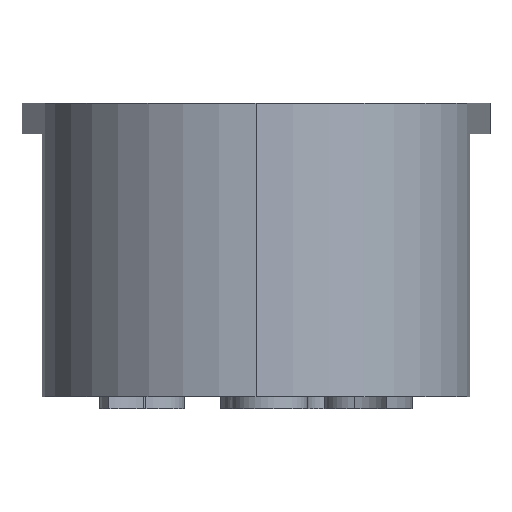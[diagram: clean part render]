
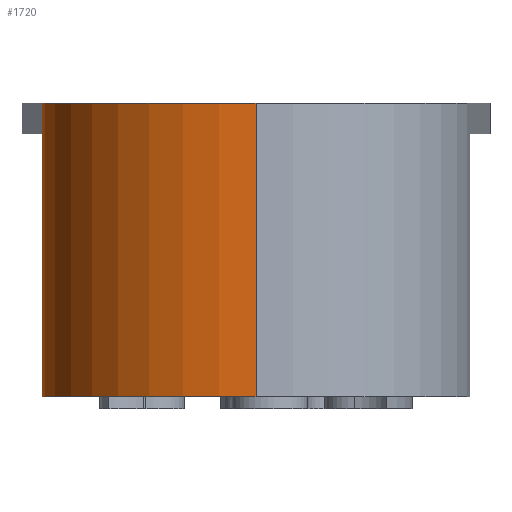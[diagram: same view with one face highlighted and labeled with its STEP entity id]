
A CAD part, left-side view. The second image highlights one B-rep face of the part: STEP entity #1720.
In plain terms, the highlighted cylindrical face has radius 44.45 mm (diameter 88.9 mm), a partial arc.
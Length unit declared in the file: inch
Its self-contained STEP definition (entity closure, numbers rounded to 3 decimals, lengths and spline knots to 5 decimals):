
#28 = CARTESIAN_POINT ( 'NONE',  ( 0., 0., 2.5 ) ) ;
#151 = CARTESIAN_POINT ( 'NONE',  ( 1.75, 0., 0.1 ) ) ;
#170 = DIRECTION ( 'NONE',  ( -1., 0., 0. ) ) ;
#278 = VERTEX_POINT ( 'NONE', #530 ) ;
#350 = CARTESIAN_POINT ( 'NONE',  ( 1.75, 0., 2.5 ) ) ;
#357 = VECTOR ( 'NONE', #3028, 39.37008 ) ;
#369 = DIRECTION ( 'NONE',  ( -1., 0., 0. ) ) ;
#390 = EDGE_CURVE ( 'NONE', #1451, #2676, #3071, .T. ) ;
#402 = DIRECTION ( 'NONE',  ( 0., 0., -1. ) ) ;
#435 = DIRECTION ( 'NONE',  ( 1., 0., 0. ) ) ;
#508 = VERTEX_POINT ( 'NONE', #2687 ) ;
#512 = ORIENTED_EDGE ( 'NONE', *, *, #390, .F. ) ;
#530 = CARTESIAN_POINT ( 'NONE',  ( 0., 1.75, 2.25 ) ) ;
#564 = VERTEX_POINT ( 'NONE', #3171 ) ;
#596 = EDGE_LOOP ( 'NONE', ( #867, #2159, #512, #2224, #1223, #811, #3174, #2868 ) ) ;
#630 = CIRCLE ( 'NONE', #1805, 1.75 ) ;
#679 = CARTESIAN_POINT ( 'NONE',  ( 1.68699, 0.46537, 2.5 ) ) ;
#718 = VECTOR ( 'NONE', #1208, 39.37008 ) ;
#797 = CARTESIAN_POINT ( 'NONE',  ( 0., 0., 2.5 ) ) ;
#811 = ORIENTED_EDGE ( 'NONE', *, *, #2971, .F. ) ;
#817 = EDGE_CURVE ( 'NONE', #564, #278, #1481, .T. ) ;
#844 = LINE ( 'NONE', #2836, #2673 ) ;
#867 = ORIENTED_EDGE ( 'NONE', *, *, #1605, .F. ) ;
#910 = CARTESIAN_POINT ( 'NONE',  ( 0., 0., 2.5 ) ) ;
#923 = CARTESIAN_POINT ( 'NONE',  ( 0., 0., 0.1 ) ) ;
#981 = CARTESIAN_POINT ( 'NONE',  ( -1.75, 0., 2.5 ) ) ;
#988 = AXIS2_PLACEMENT_3D ( 'NONE', #2732, #2202, #435 ) ;
#1060 = DIRECTION ( 'NONE',  ( 1., 0., 0. ) ) ;
#1065 = CARTESIAN_POINT ( 'NONE',  ( -1.75, 0., 2.5 ) ) ;
#1198 = EDGE_CURVE ( 'NONE', #564, #1280, #2594, .T. ) ;
#1208 = DIRECTION ( 'NONE',  ( 0., 0., -1. ) ) ;
#1223 = ORIENTED_EDGE ( 'NONE', *, *, #2512, .F. ) ;
#1280 = VERTEX_POINT ( 'NONE', #679 ) ;
#1384 = CIRCLE ( 'NONE', #3193, 1.75 ) ;
#1451 = VERTEX_POINT ( 'NONE', #2088 ) ;
#1481 = CIRCLE ( 'NONE', #988, 1.75 ) ;
#1542 = DIRECTION ( 'NONE',  ( 0., 0., 1. ) ) ;
#1605 = EDGE_CURVE ( 'NONE', #508, #1280, #1384, .T. ) ;
#1670 = EDGE_CURVE ( 'NONE', #508, #2676, #3201, .T. ) ;
#1687 = DIRECTION ( 'NONE',  ( 0., 0., -1. ) ) ;
#1720 = ADVANCED_FACE ( 'NONE', ( #2147 ), #2668, .T. ) ;
#1805 = AXIS2_PLACEMENT_3D ( 'NONE', #28, #2605, #1060 ) ;
#1939 = EDGE_CURVE ( 'NONE', #2957, #1451, #3277, .T. ) ;
#1966 = AXIS2_PLACEMENT_3D ( 'NONE', #910, #1687, #369 ) ;
#2088 = CARTESIAN_POINT ( 'NONE',  ( -1.75, 0., 0.1 ) ) ;
#2147 = FACE_OUTER_BOUND ( 'NONE', #596, .T. ) ;
#2159 = ORIENTED_EDGE ( 'NONE', *, *, #1670, .T. ) ;
#2172 = AXIS2_PLACEMENT_3D ( 'NONE', #923, #2481, #170 ) ;
#2202 = DIRECTION ( 'NONE',  ( 0., 0., 1. ) ) ;
#2224 = ORIENTED_EDGE ( 'NONE', *, *, #1939, .F. ) ;
#2279 = CARTESIAN_POINT ( 'NONE',  ( 1.68699, 0.46537, 2.5 ) ) ;
#2312 = DIRECTION ( 'NONE',  ( 1., 0., 0. ) ) ;
#2360 = VERTEX_POINT ( 'NONE', #2795 ) ;
#2380 = DIRECTION ( 'NONE',  ( 0., 0., 1. ) ) ;
#2481 = DIRECTION ( 'NONE',  ( 0., 0., -1. ) ) ;
#2512 = EDGE_CURVE ( 'NONE', #2360, #2957, #630, .T. ) ;
#2594 = LINE ( 'NONE', #2279, #357 ) ;
#2605 = DIRECTION ( 'NONE',  ( 0., 0., 1. ) ) ;
#2668 = CYLINDRICAL_SURFACE ( 'NONE', #1966, 1.75 ) ;
#2673 = VECTOR ( 'NONE', #2380, 39.37008 ) ;
#2676 = VERTEX_POINT ( 'NONE', #151 ) ;
#2687 = CARTESIAN_POINT ( 'NONE',  ( 1.75, 0., 2.5 ) ) ;
#2732 = CARTESIAN_POINT ( 'NONE',  ( 0., 0., 2.25 ) ) ;
#2795 = CARTESIAN_POINT ( 'NONE',  ( 0., 1.75, 2.5 ) ) ;
#2836 = CARTESIAN_POINT ( 'NONE',  ( 0., 1.75, 2.25 ) ) ;
#2868 = ORIENTED_EDGE ( 'NONE', *, *, #1198, .T. ) ;
#2957 = VERTEX_POINT ( 'NONE', #1065 ) ;
#2971 = EDGE_CURVE ( 'NONE', #278, #2360, #844, .T. ) ;
#3028 = DIRECTION ( 'NONE',  ( 0., 0., 1. ) ) ;
#3032 = VECTOR ( 'NONE', #402, 39.37008 ) ;
#3071 = CIRCLE ( 'NONE', #2172, 1.75 ) ;
#3171 = CARTESIAN_POINT ( 'NONE',  ( 1.68699, 0.46537, 2.25 ) ) ;
#3174 = ORIENTED_EDGE ( 'NONE', *, *, #817, .F. ) ;
#3193 = AXIS2_PLACEMENT_3D ( 'NONE', #797, #1542, #2312 ) ;
#3201 = LINE ( 'NONE', #350, #3032 ) ;
#3277 = LINE ( 'NONE', #981, #718 ) ;
